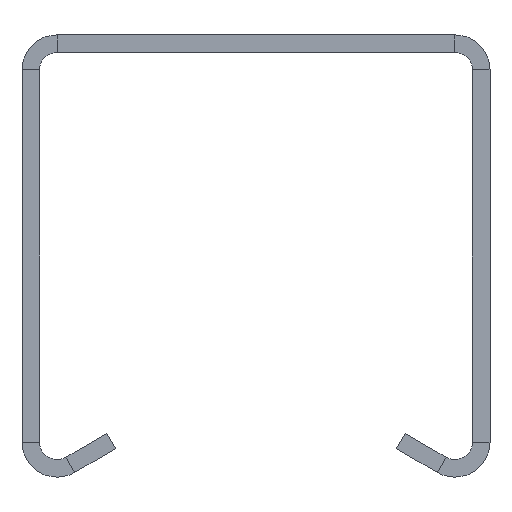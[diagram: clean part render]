
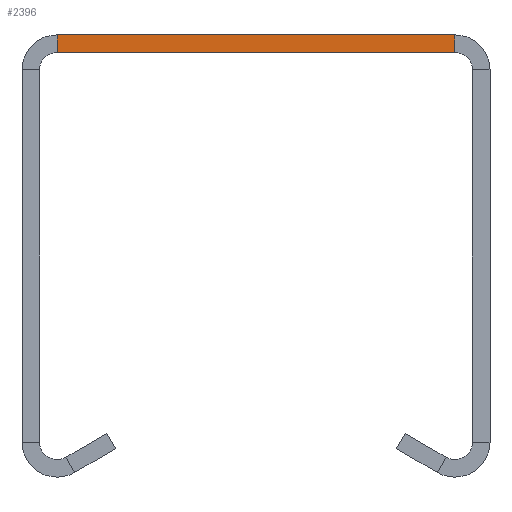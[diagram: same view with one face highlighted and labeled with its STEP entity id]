
A CAD part, front view. The second image highlights one B-rep face of the part: STEP entity #2396.
In plain terms, the highlighted planar face has unit normal (0, -1, 0).
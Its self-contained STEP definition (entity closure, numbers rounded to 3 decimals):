
#401=DIRECTION('',(0.,0.,-1.));
#402=VECTOR('',#401,1.5);
#403=CARTESIAN_POINT('',(17.,-200.,0.));
#404=LINE('',#403,#402);
#405=DIRECTION('',(1.,0.,0.));
#406=VECTOR('',#405,34.);
#407=CARTESIAN_POINT('',(-17.,-200.,-1.5));
#408=LINE('',#407,#406);
#409=DIRECTION('',(1.,0.,0.));
#410=VECTOR('',#409,34.);
#411=CARTESIAN_POINT('',(-17.,-200.,0.));
#412=LINE('',#411,#410);
#769=DIRECTION('',(0.,0.,-1.));
#770=VECTOR('',#769,1.5);
#771=CARTESIAN_POINT('',(-17.,-200.,0.));
#772=LINE('',#771,#770);
#1594=CARTESIAN_POINT('',(17.,-200.,0.));
#1596=VERTEX_POINT('',#1594);
#1606=CARTESIAN_POINT('',(-17.,-200.,0.));
#1608=VERTEX_POINT('',#1606);
#1626=CARTESIAN_POINT('',(17.,-200.,-1.5));
#1628=VERTEX_POINT('',#1626);
#1638=CARTESIAN_POINT('',(-17.,-200.,-1.5));
#1640=VERTEX_POINT('',#1638);
#2382=CARTESIAN_POINT('',(0.,-200.,-0.75));
#2383=DIRECTION('',(0.,-1.,0.));
#2384=DIRECTION('',(1.,0.,0.));
#2385=AXIS2_PLACEMENT_3D('',#2382,#2383,#2384);
#2386=PLANE('',#2385);
#2388=ORIENTED_EDGE('',*,*,#2387,.T.);
#2390=ORIENTED_EDGE('',*,*,#2389,.F.);
#2392=ORIENTED_EDGE('',*,*,#2391,.F.);
#2393=ORIENTED_EDGE('',*,*,#2293,.T.);
#2394=EDGE_LOOP('',(#2388,#2390,#2392,#2393));
#2395=FACE_OUTER_BOUND('',#2394,.F.);
#2396=ADVANCED_FACE('',(#2395),#2386,.T.);
#2293=EDGE_CURVE('',#1608,#1596,#412,.T.);
#2387=EDGE_CURVE('',#1596,#1628,#404,.T.);
#2389=EDGE_CURVE('',#1640,#1628,#408,.T.);
#2391=EDGE_CURVE('',#1608,#1640,#772,.T.);
